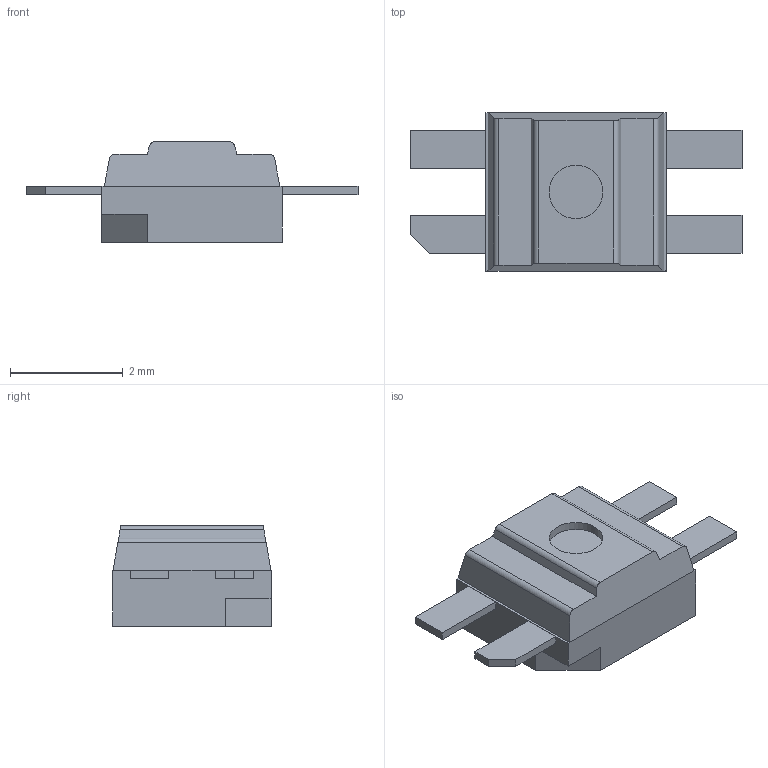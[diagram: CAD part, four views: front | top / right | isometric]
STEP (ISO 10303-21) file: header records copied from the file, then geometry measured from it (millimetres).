
FILE_DESCRIPTION(('FreeCAD Model'),'2;1');
FILE_NAME('Open CASCADE Shape Model','2025-12-28T15:48:03',(''),(''), 'Open CASCADE STEP processor 7.9','FreeCAD','Unknown');
FILE_SCHEMA(('AUTOMOTIVE_DESIGN { 1 0 10303 214 1 1 1 1 }'));
Length unit declared in the file: millimetre
Products named in the file (6): LED_SK6812MINI_E_3_2x2_8mm_P1_5mm; Body; Pin1; Pin2; Pin3; Pin4
Assembly tree (5 placements, depth 2):
  LED_SK6812MINI_E_3_2x2_8mm_P1_5mm
    Body
    Pin1
    Pin2
    Pin3
    Pin4
Bounding box: 5.88 x 2.8 x 1.78 mm (x, y, z)
Volume: 11.2 mm3; surface area: 51 mm2
Topology: 5 solids, 5 shells, 55 faces, 122 edges, 79 vertices
Faces by surface type: plane 45, cylinder 9, cone 1
Full cylindrical faces by diameter (mm): 0.95 x1
Entity records: 1642 total; most frequent: CARTESIAN_POINT 262, DIRECTION 261, ORIENTED_EDGE 244, EDGE_CURVE 122, LINE 105, VECTOR 105, VERTEX_POINT 79, AXIS2_PLACEMENT_3D 78
